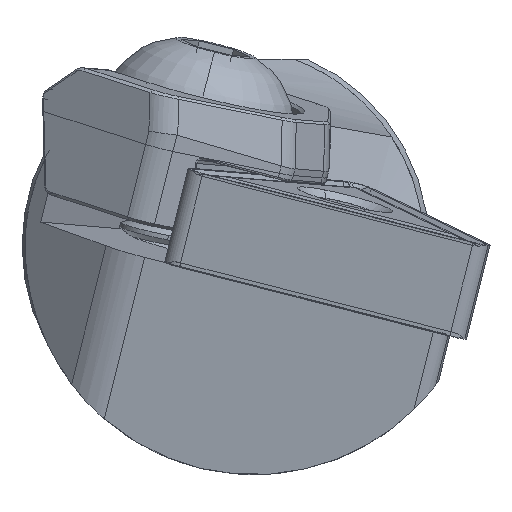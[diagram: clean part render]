
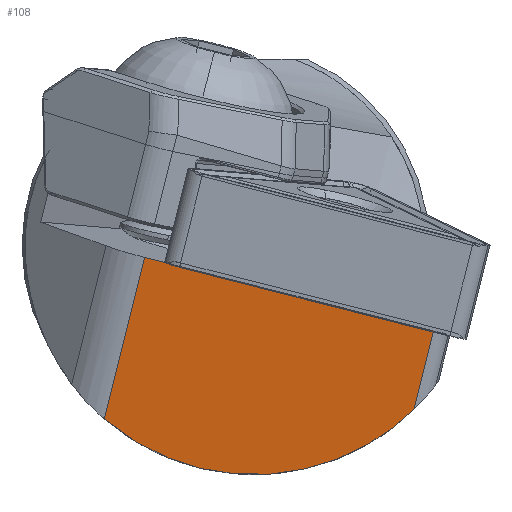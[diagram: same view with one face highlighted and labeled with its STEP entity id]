
A CAD part, left-side view. The second image highlights one B-rep face of the part: STEP entity #108.
In plain terms, the highlighted planar face has unit normal (-0.993, 0.075, -0.089).
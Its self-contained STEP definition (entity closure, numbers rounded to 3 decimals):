
#108 = ADVANCED_FACE ( 'NONE', ( #6970 ), #3528, .F. ) ;
#302 = LINE ( 'NONE', #2860, #6682 ) ;
#700 = CARTESIAN_POINT ( 'NONE',  ( -96.233, 44.351, -273.654 ) ) ;
#1094 = ORIENTED_EDGE ( 'NONE', *, *, #9860, .F. ) ;
#1191 = AXIS2_PLACEMENT_3D ( 'NONE', #10186, #9404, #1863 ) ;
#1331 = EDGE_CURVE ( 'NONE', #9926, #10290, #302, .T. ) ;
#1495 = CARTESIAN_POINT ( 'NONE',  ( -123.353, -10.268, -16.729 ) ) ;
#1503 = EDGE_CURVE ( 'NONE', #4243, #9926, #7851, .T. ) ;
#1863 = DIRECTION ( 'NONE',  ( 0., -0.766, -0.643 ) ) ;
#1882 = ORIENTED_EDGE ( 'NONE', *, *, #1331, .T. ) ;
#2860 = CARTESIAN_POINT ( 'NONE',  ( -124.223, -7.594, -4.77 ) ) ;
#3196 = CARTESIAN_POINT ( 'NONE',  ( -123.832, -16.417, -16.547 ) ) ;
#3528 = PLANE ( 'NONE',  #1191 ) ;
#3843 = CARTESIAN_POINT ( 'NONE',  ( -123.363, -5.615, -12.706 ) ) ;
#3958 = ORIENTED_EDGE ( 'NONE', *, *, #8883, .T. ) ;
#4103 = DIRECTION ( 'NONE',  ( -0.105, -0.241, 0.965 ) ) ;
#4243 = VERTEX_POINT ( 'NONE', #4324 ) ;
#4324 = CARTESIAN_POINT ( 'NONE',  ( -124.548, -20.823, -12.255 ) ) ;
#4349 = CARTESIAN_POINT ( 'NONE',  ( -124.223, -7.594, -4.77 ) ) ;
#4513 = VERTEX_POINT ( 'NONE', #3843 ) ;
#4672 = LINE ( 'NONE', #9878, #10763 ) ;
#5594 = EDGE_LOOP ( 'NONE', ( #9424, #1882, #1094, #3958 ) ) ;
#5620 = CARTESIAN_POINT ( 'NONE',  ( -123.363, -5.615, -12.706 ) ) ;
#5637 = VECTOR ( 'NONE', #7372, 1000. ) ;
#6682 = VECTOR ( 'NONE', #8654, 1000. ) ;
#6970 = FACE_OUTER_BOUND ( 'NONE', #5594, .T. ) ;
#7331 = CARTESIAN_POINT ( 'NONE',  ( -124.548, -20.823, -12.255 ) ) ;
#7372 = DIRECTION ( 'NONE',  ( -0.105, -0.241, 0.965 ) ) ;
#7851 = LINE ( 'NONE', #700, #5637 ) ;
#8654 = DIRECTION ( 'NONE',  ( 0.051, 0.968, 0.247 ) ) ;
#8883 = EDGE_CURVE ( 'NONE', #4513, #4243, #9492, .T. ) ;
#9404 = DIRECTION ( 'NONE',  ( 0.993, -0.075, 0.089 ) ) ;
#9424 = ORIENTED_EDGE ( 'NONE', *, *, #1503, .T. ) ;
#9492 =( BOUNDED_CURVE ( )  B_SPLINE_CURVE ( 3, ( #5620, #1495, #3196, #7331 ),
 .UNSPECIFIED., .F., .F. ) 
 B_SPLINE_CURVE_WITH_KNOTS ( ( 4, 4 ),
 ( 3.127, 4.613 ),
 .UNSPECIFIED. ) 
 CURVE ( )  GEOMETRIC_REPRESENTATION_ITEM ( )  RATIONAL_B_SPLINE_CURVE ( ( 1., 0.824, 0.824, 1. ) ) 
 REPRESENTATION_ITEM ( '' )  );
#9860 = EDGE_CURVE ( 'NONE', #4513, #10290, #4672, .T. ) ;
#9878 = CARTESIAN_POINT ( 'NONE',  ( -95.489, 58.544, -270.035 ) ) ;
#9926 = VERTEX_POINT ( 'NONE', #10597 ) ;
#10186 = CARTESIAN_POINT ( 'NONE',  ( -95.489, 58.544, -270.035 ) ) ;
#10290 = VERTEX_POINT ( 'NONE', #4349 ) ;
#10597 = CARTESIAN_POINT ( 'NONE',  ( -124.967, -21.787, -8.389 ) ) ;
#10763 = VECTOR ( 'NONE', #4103, 1000. ) ;
